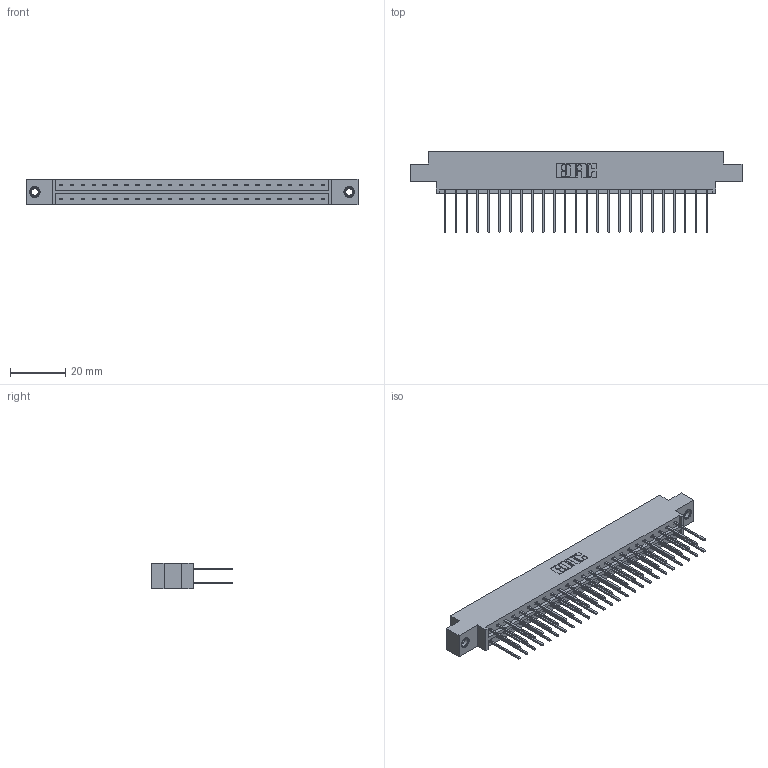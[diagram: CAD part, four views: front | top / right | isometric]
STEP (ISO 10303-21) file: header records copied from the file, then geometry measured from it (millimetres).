
FILE_DESCRIPTION (( 'STEP AP203' ), '1' );
FILE_NAME ('833-050-540-807.STEP', '2020-06-04T17:33:25', ( '' ), ( '' ), 'SwSTEP 2.0', 'SolidWorks 2020', '' );
FILE_SCHEMA (( 'CONFIG_CONTROL_DESIGN' ));
Length unit declared in the file: inch
Products named in the file (4): 345-250-001_345-250-005-103; 345-292-001_345-293-140; 833 Part_Offset - .156 Dia - TI; 833-050-540-807
Assembly tree (53 placements, depth 2):
  833-050-540-807
    833 Part_Offset - .156 Dia - TI
    345-292-001_345-293-140  x50
    345-250-001_345-250-005-103  x2
Bounding box: 120.6 x 29.47 x 9.4 mm (x, y, z)
Volume: 12101.8 mm3; surface area: 15310.1 mm2
Topology: 53 solids, 53 shells, 2778 faces, 8209 edges, 5398 vertices
Faces by surface type: plane 1906, cylinder 856, cone 12, torus 4
Entity records: 19618 total; most frequent: CARTESIAN_POINT 3257, ORIENTED_EDGE 3186, DIRECTION 2843, EDGE_CURVE 1593, VECTOR 1445, LINE 1445, VERTEX_POINT 1056, AXIS2_PLACEMENT_3D 699
